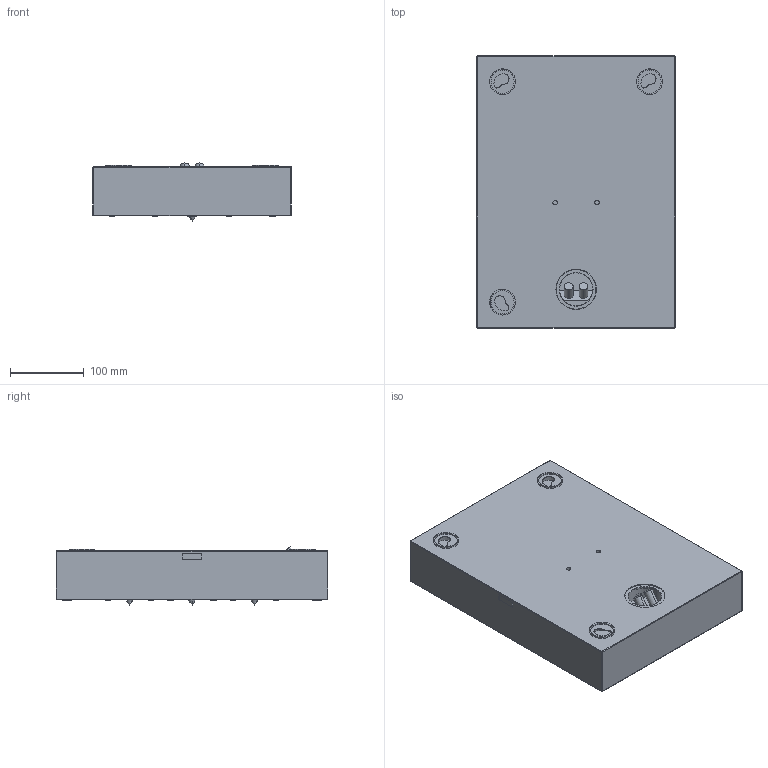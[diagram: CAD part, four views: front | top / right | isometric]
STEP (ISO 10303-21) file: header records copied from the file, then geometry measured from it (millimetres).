
FILE_DESCRIPTION (( 'STEP AP203' ), '1' );
FILE_NAME ('Evolve 6-3 SLDASM.STEP', '2021-06-23T01:22:48', ( 'User' ), ( '' ), 'SwSTEP 2.0', 'SolidWorks 2016', '' );
FILE_SCHEMA (( 'CONFIG_CONTROL_DESIGN' ));
Length unit declared in the file: millimetre
Products named in the file (63): Torx screw; Peerless 830987 3 inch driver; Metal cap; 22mm Torx; Round terminA; Artcoustic Monitor 6-3 SL; Evolve 6-3 SLDASM; tweeter XT25T; Larger metal key hole; Metal cap with screw; Peerless 830987 3 inch driver with screws; XT25 tweeter with screws
Assembly tree (27 placements, depth 3):
  Torx screw
  Peerless 830987 3 inch driver
  Torx screw
  Metal cap
  22mm Torx
Bounding box: 270.3 x 370 x 79 mm (x, y, z)
Volume: 3409563.4 mm3; surface area: 756447.5 mm2
Topology: 51 solids, 57 shells, 4005 faces, 9211 edges, 5185 vertices
Faces by surface type: cylinder 2068, plane 930, torus 575, sphere 288, cone 120, bspline 24
Entity records: 22532 total; most frequent: DIRECTION 3260, CARTESIAN_POINT 3081, ORIENTED_EDGE 2686, AXIS2_PLACEMENT_3D 1345, EDGE_CURVE 1343, VERTEX_POINT 832, CIRCLE 730, EDGE_LOOP 725
